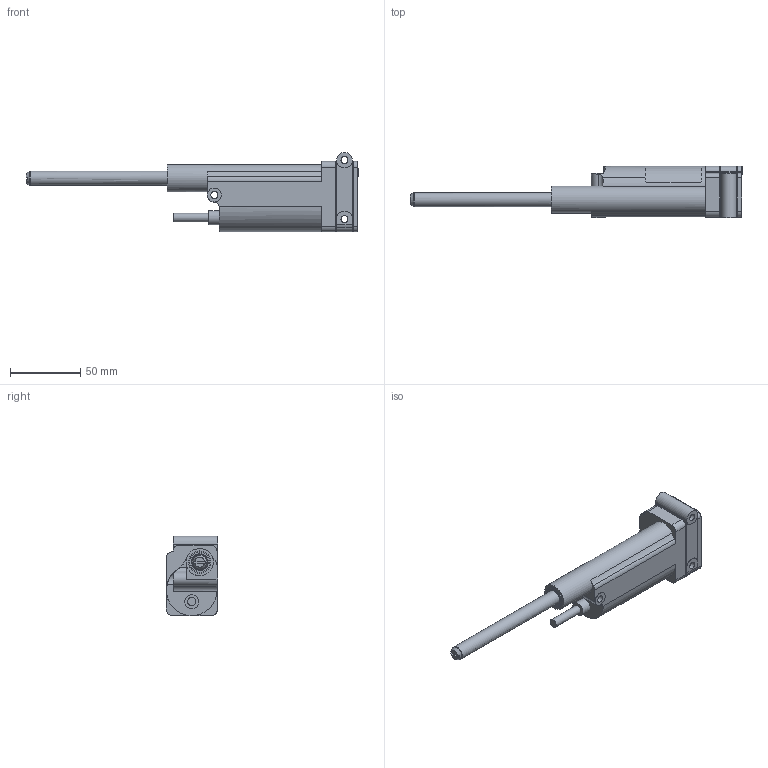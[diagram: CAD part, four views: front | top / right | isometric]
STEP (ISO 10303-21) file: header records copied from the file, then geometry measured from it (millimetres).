
FILE_DESCRIPTION (( 'STEP AP203' ), '1' );
FILE_NAME ('101000.0_Vetralock.STEP', '2021-07-28T06:03:40', ( '' ), ( '' ), 'SwSTEP 2.0', 'SolidWorks 2020', '' );
FILE_SCHEMA (( 'CONFIG_CONTROL_DESIGN' ));
Length unit declared in the file: millimetre
Products named in the file (1): 101000.0_Vetralock
Bounding box: 236.32 x 36.6 x 56.5 mm (x, y, z)
Surface area: 31776.3 mm2 (no closed solid volume)
Topology: 0 solids, 18 shells, 175 faces, 558 edges, 396 vertices
Faces by surface type: plane 105, cylinder 62, cone 6, bspline 2
Full cylindrical faces by diameter (mm): 5 x3, 5.6 x4, 6 x1, 10 x5, 11.15 x1, 16 x1, 19.396 x1
Entity records: 6169 total; most frequent: CARTESIAN_POINT 1259, DIRECTION 1049, ORIENTED_EDGE 826, EDGE_CURVE 517, VERTEX_POINT 381, AXIS2_PLACEMENT_3D 374, LINE 301, VECTOR 301
